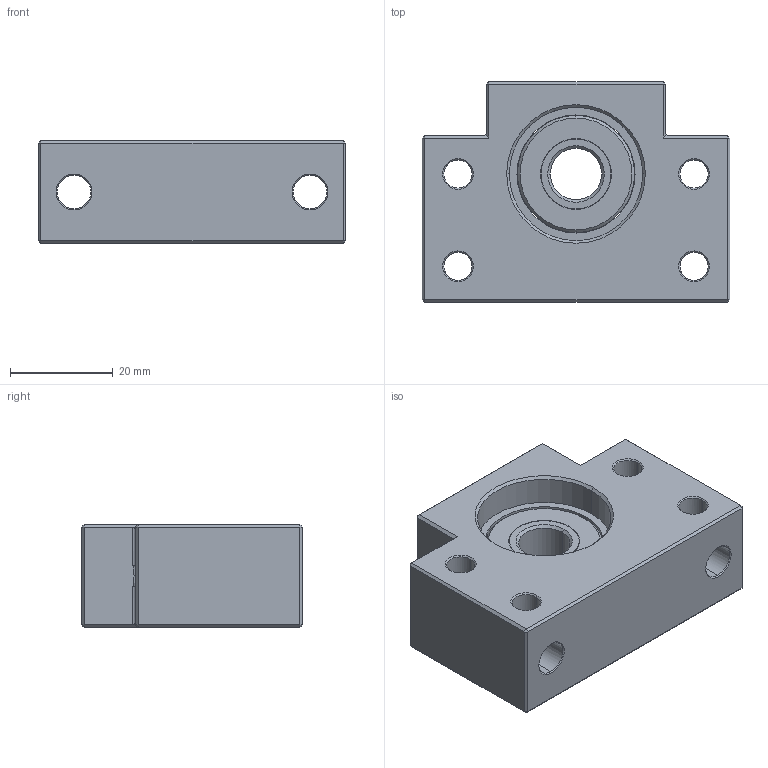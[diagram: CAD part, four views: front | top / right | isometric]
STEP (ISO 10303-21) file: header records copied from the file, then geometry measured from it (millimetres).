
FILE_DESCRIPTION (( 'STEP AP203' ), '1' );
FILE_NAME ('BF12.STEP', '2024-11-25T05:59:20', ( '' ), ( '' ), 'SwSTEP 2.0', 'SolidWorks 2021', '' );
FILE_SCHEMA (( 'CONFIG_CONTROL_DESIGN' ));
Length unit declared in the file: millimetre
Products named in the file (1): BF12
Bounding box: 60 x 43 x 20 mm (x, y, z)
Volume: 35355.4 mm3; surface area: 13231 mm2
Topology: 3 solids, 3 shells, 128 faces, 318 edges, 190 vertices
Faces by surface type: plane 52, cylinder 42, cone 32, bspline 2
Entity records: 4465 total; most frequent: CARTESIAN_POINT 1343, ORIENTED_EDGE 636, DIRECTION 632, EDGE_CURVE 318, AXIS2_PLACEMENT_3D 231, VERTEX_POINT 190, VECTOR 170, LINE 170
